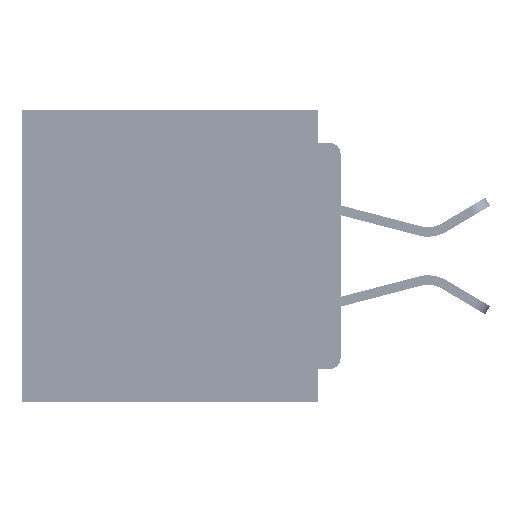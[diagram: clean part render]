
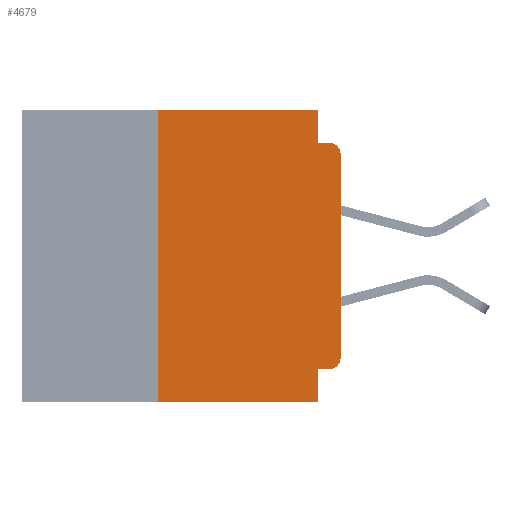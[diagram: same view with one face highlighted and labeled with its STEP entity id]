
A CAD part, left-side view. The second image highlights one B-rep face of the part: STEP entity #4679.
In plain terms, the highlighted planar face has unit normal (-1, 0, 0).
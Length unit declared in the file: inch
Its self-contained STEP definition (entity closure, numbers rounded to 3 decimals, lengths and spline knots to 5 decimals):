
#510 = CARTESIAN_POINT ( 'NONE',  ( 0., 0., -0.045 ) ) ;
#633 = VECTOR ( 'NONE', #7526, 39.37008 ) ;
#1374 = ORIENTED_EDGE ( 'NONE', *, *, #21913, .T. ) ;
#1763 = CARTESIAN_POINT ( 'NONE',  ( 0., 0., -0.06 ) ) ;
#2019 = VERTEX_POINT ( 'NONE', #55852 ) ;
#2759 = EDGE_CURVE ( 'NONE', #7603, #38353, #9377, .T. ) ;
#3848 = ORIENTED_EDGE ( 'NONE', *, *, #2759, .F. ) ;
#4679 = ADVANCED_FACE ( 'NONE', ( #49087 ), #22736, .F. ) ;
#5641 = ORIENTED_EDGE ( 'NONE', *, *, #18438, .F. ) ;
#7046 = VECTOR ( 'NONE', #35976, 39.37008 ) ;
#7156 = LINE ( 'NONE', #44773, #41081 ) ;
#7373 = VERTEX_POINT ( 'NONE', #23052 ) ;
#7526 = DIRECTION ( 'NONE',  ( 0., 0., 1. ) ) ;
#7603 = VERTEX_POINT ( 'NONE', #12180 ) ;
#7984 = ORIENTED_EDGE ( 'NONE', *, *, #40867, .F. ) ;
#8495 = VERTEX_POINT ( 'NONE', #31104 ) ;
#8679 = LINE ( 'NONE', #53064, #30921 ) ;
#9377 = LINE ( 'NONE', #52864, #31643 ) ;
#9609 = ORIENTED_EDGE ( 'NONE', *, *, #22446, .T. ) ;
#9823 = EDGE_CURVE ( 'NONE', #41681, #2019, #24450, .T. ) ;
#9987 = CIRCLE ( 'NONE', #22379, 0.015 ) ;
#11650 = VERTEX_POINT ( 'NONE', #1763 ) ;
#12180 = CARTESIAN_POINT ( 'NONE',  ( 0., 0.25, 0. ) ) ;
#13474 = CARTESIAN_POINT ( 'NONE',  ( 0., 0.031, -0.4 ) ) ;
#14898 = EDGE_CURVE ( 'NONE', #41681, #8495, #8679, .T. ) ;
#15188 = CARTESIAN_POINT ( 'NONE',  ( 0., 0.015, -0.06 ) ) ;
#18438 = EDGE_CURVE ( 'NONE', #7373, #7603, #37373, .T. ) ;
#19655 = DIRECTION ( 'NONE',  ( 0., 0., -1. ) ) ;
#19950 = VECTOR ( 'NONE', #39925, 39.37008 ) ;
#20601 = DIRECTION ( 'NONE',  ( -1., 0., 0. ) ) ;
#21538 = AXIS2_PLACEMENT_3D ( 'NONE', #40291, #53384, #27208 ) ;
#21913 = EDGE_CURVE ( 'NONE', #7373, #22439, #7156, .T. ) ;
#22379 = AXIS2_PLACEMENT_3D ( 'NONE', #15188, #46029, #19655 ) ;
#22439 = VERTEX_POINT ( 'NONE', #13474 ) ;
#22446 = EDGE_CURVE ( 'NONE', #2019, #11650, #31734, .T. ) ;
#22736 = PLANE ( 'NONE',  #21538 ) ;
#23052 = CARTESIAN_POINT ( 'NONE',  ( 0., 0.25, -0.4 ) ) ;
#23574 = DIRECTION ( 'NONE',  ( 0., 0., -1. ) ) ;
#24104 = VERTEX_POINT ( 'NONE', #43213 ) ;
#24317 = EDGE_CURVE ( 'NONE', #8495, #22439, #46569, .T. ) ;
#24450 = CIRCLE ( 'NONE', #51853, 0.015 ) ;
#24656 = CARTESIAN_POINT ( 'NONE',  ( 0., 0.031, 0. ) ) ;
#24751 = LINE ( 'NONE', #24656, #46764 ) ;
#25423 = ORIENTED_EDGE ( 'NONE', *, *, #24317, .F. ) ;
#26548 = ORIENTED_EDGE ( 'NONE', *, *, #54636, .F. ) ;
#26700 = DIRECTION ( 'NONE',  ( 0., 1., 0. ) ) ;
#27208 = DIRECTION ( 'NONE',  ( 0., 0., -1. ) ) ;
#28062 = CARTESIAN_POINT ( 'NONE',  ( 0., 0.031, -0.4 ) ) ;
#30921 = VECTOR ( 'NONE', #26700, 39.37008 ) ;
#31104 = CARTESIAN_POINT ( 'NONE',  ( 0., 0.031, -0.355 ) ) ;
#31643 = VECTOR ( 'NONE', #52084, 39.37008 ) ;
#31734 = LINE ( 'NONE', #53025, #19950 ) ;
#33583 = DIRECTION ( 'NONE',  ( 0., 0., -1. ) ) ;
#33743 = EDGE_CURVE ( 'NONE', #11650, #24104, #9987, .T. ) ;
#34096 = CARTESIAN_POINT ( 'NONE',  ( 0., 0.25, -0.4 ) ) ;
#34530 = ORIENTED_EDGE ( 'NONE', *, *, #9823, .T. ) ;
#34933 = VECTOR ( 'NONE', #23574, 39.37008 ) ;
#35976 = DIRECTION ( 'NONE',  ( 0., -1., 0. ) ) ;
#37373 = LINE ( 'NONE', #34096, #633 ) ;
#38353 = VERTEX_POINT ( 'NONE', #46687 ) ;
#39925 = DIRECTION ( 'NONE',  ( 0., 0., 1. ) ) ;
#40291 = CARTESIAN_POINT ( 'NONE',  ( 0., 0.437, 0. ) ) ;
#40671 = ORIENTED_EDGE ( 'NONE', *, *, #33743, .T. ) ;
#40867 = EDGE_CURVE ( 'NONE', #38353, #53765, #24751, .T. ) ;
#41081 = VECTOR ( 'NONE', #49131, 39.37008 ) ;
#41681 = VERTEX_POINT ( 'NONE', #48370 ) ;
#42343 = LINE ( 'NONE', #510, #7046 ) ;
#43213 = CARTESIAN_POINT ( 'NONE',  ( 0., 0.015, -0.045 ) ) ;
#44698 = ORIENTED_EDGE ( 'NONE', *, *, #14898, .F. ) ;
#44773 = CARTESIAN_POINT ( 'NONE',  ( 0., 0.437, -0.4 ) ) ;
#46029 = DIRECTION ( 'NONE',  ( -1., 0., 0. ) ) ;
#46569 = LINE ( 'NONE', #28062, #34933 ) ;
#46667 = EDGE_LOOP ( 'NONE', ( #9609, #40671, #26548, #7984, #3848, #5641, #1374, #25423, #44698, #34530 ) ) ;
#46687 = CARTESIAN_POINT ( 'NONE',  ( 0., 0.031, 0. ) ) ;
#46764 = VECTOR ( 'NONE', #33583, 39.37008 ) ;
#46963 = CARTESIAN_POINT ( 'NONE',  ( 0., 0.015, -0.34 ) ) ;
#48370 = CARTESIAN_POINT ( 'NONE',  ( 0., 0.015, -0.355 ) ) ;
#49087 = FACE_OUTER_BOUND ( 'NONE', #46667, .T. ) ;
#49131 = DIRECTION ( 'NONE',  ( 0., -1., 0. ) ) ;
#51272 = DIRECTION ( 'NONE',  ( 0., 0., -1. ) ) ;
#51853 = AXIS2_PLACEMENT_3D ( 'NONE', #46963, #20601, #51272 ) ;
#52084 = DIRECTION ( 'NONE',  ( 0., -1., 0. ) ) ;
#52864 = CARTESIAN_POINT ( 'NONE',  ( 0., 0.437, 0. ) ) ;
#53025 = CARTESIAN_POINT ( 'NONE',  ( 0., 0., 0. ) ) ;
#53064 = CARTESIAN_POINT ( 'NONE',  ( 0., 0., -0.355 ) ) ;
#53384 = DIRECTION ( 'NONE',  ( 1., 0., 0. ) ) ;
#53765 = VERTEX_POINT ( 'NONE', #55894 ) ;
#54636 = EDGE_CURVE ( 'NONE', #53765, #24104, #42343, .T. ) ;
#55852 = CARTESIAN_POINT ( 'NONE',  ( 0., 0., -0.34 ) ) ;
#55894 = CARTESIAN_POINT ( 'NONE',  ( 0., 0.031, -0.045 ) ) ;
